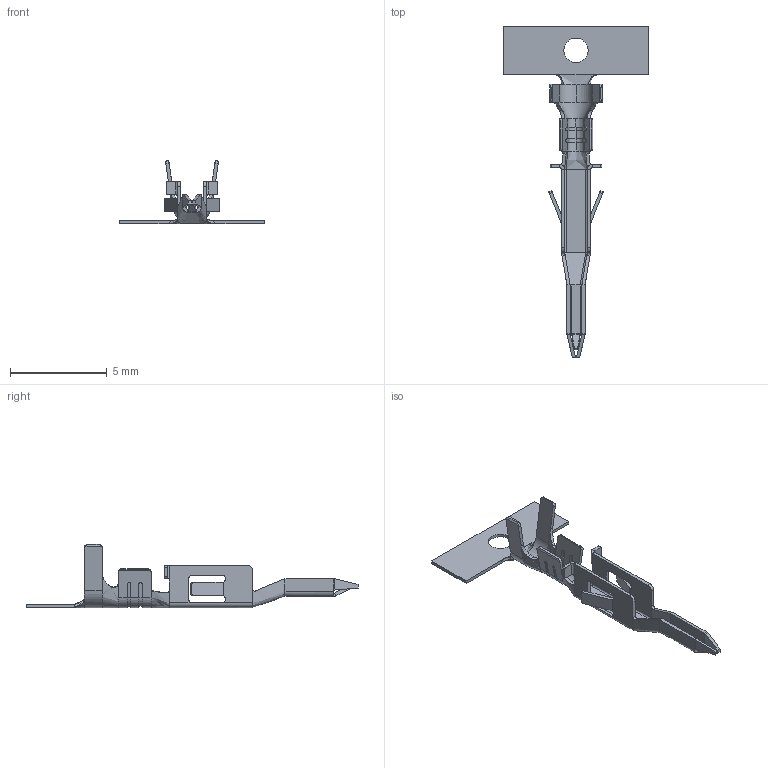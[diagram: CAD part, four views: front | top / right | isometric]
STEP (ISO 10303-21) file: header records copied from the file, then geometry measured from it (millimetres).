
FILE_DESCRIPTION( ('This file contains a STEP AP42 implementation' ,'as created by ZW3D STEP Interface translator.') ,'2;1' );
FILE_NAME( 'WF4202-MTBSN01.stp' ,'231031.152128', (''), ('ZWCAD Software Co.'), 'Version 1.0', 'ZW3D to STEP translator', '' );
FILE_SCHEMA(('AUTOMOTIVE_DESIGN { 1 0 10303 214 1 1 1 1 }'));
Length unit declared in the file: millimetre
Products named in the file (2): 0; WF4202-MTBSN01
Bounding box: 7.52 x 17.18 x 3.28 mm (x, y, z)
Volume: 11.8 mm3; surface area: 159.1 mm2
Topology: 1 solids, 1 shells, 259 faces, 743 edges, 482 vertices
Faces by surface type: plane 124, cylinder 102, bspline 33
Entity records: 9993 total; most frequent: CARTESIAN_POINT 3121, ORIENTED_EDGE 1486, DIRECTION 1264, EDGE_CURVE 743, VERTEX_POINT 482, VECTOR 422, LINE 422, AXIS2_PLACEMENT_3D 421
